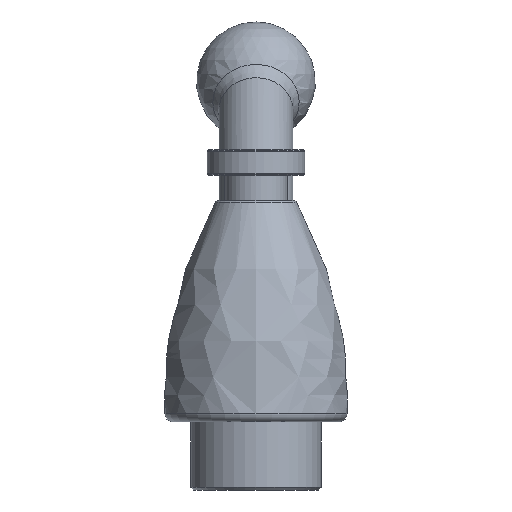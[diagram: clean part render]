
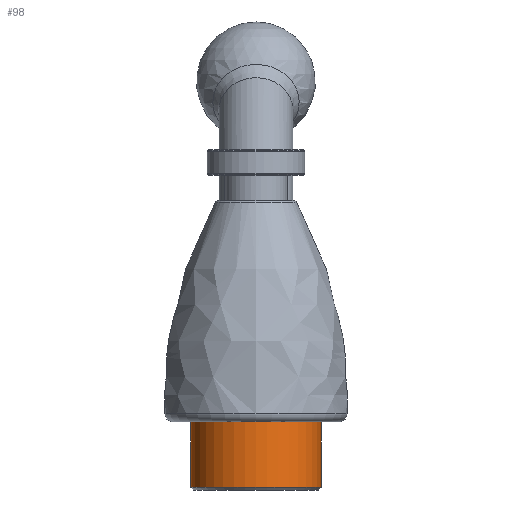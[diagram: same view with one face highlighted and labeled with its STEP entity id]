
A CAD part, left-side view. The second image highlights one B-rep face of the part: STEP entity #98.
In plain terms, the highlighted cylindrical face has radius 11.5 mm (diameter 23 mm), a full revolution.
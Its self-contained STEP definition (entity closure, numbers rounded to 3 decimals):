
#98 = ADVANCED_FACE( '', ( #216, #217 ), #218, .T. );
#216 = FACE_OUTER_BOUND( '', #1052, .T. );
#217 = FACE_OUTER_BOUND( '', #1053, .T. );
#218 = CYLINDRICAL_SURFACE( '', #1054, 11.5 );
#1052 = EDGE_LOOP( '', ( #2050 ) );
#1053 = EDGE_LOOP( '', ( #2051 ) );
#1054 = AXIS2_PLACEMENT_3D( '', #2052, #2053, #2054 );
#2050 = ORIENTED_EDGE( '', *, *, #2098, .T. );
#2051 = ORIENTED_EDGE( '', *, *, #2111, .F. );
#2052 = CARTESIAN_POINT( '', ( 0., 0., 57.15 ) );
#2053 = DIRECTION( '', ( 0., 0., -1. ) );
#2054 = DIRECTION( '', ( 1., 0., 0. ) );
#2098 = EDGE_CURVE( '', #2166, #2166, #2167, .T. );
#2111 = EDGE_CURVE( '', #2187, #2187, #2188, .T. );
#2166 = VERTEX_POINT( '', #2682 );
#2167 = CIRCLE( '', #2683, 11.5 );
#2187 = VERTEX_POINT( '', #3217 );
#2188 = CIRCLE( '', #3218, 11.5 );
#2682 = CARTESIAN_POINT( '', ( 11.5, 0., 0.5 ) );
#2683 = AXIS2_PLACEMENT_3D( '', #3277, #3278, #3279 );
#3217 = CARTESIAN_POINT( '', ( 11.5, 0., 12. ) );
#3218 = AXIS2_PLACEMENT_3D( '', #3295, #3296, #3297 );
#3277 = CARTESIAN_POINT( '', ( 0., 0., 0.5 ) );
#3278 = DIRECTION( '', ( 0., 0., 1. ) );
#3279 = DIRECTION( '', ( 1., 0., 0. ) );
#3295 = CARTESIAN_POINT( '', ( 0., 0., 12. ) );
#3296 = DIRECTION( '', ( 0., 0., 1. ) );
#3297 = DIRECTION( '', ( 1., 0., 0. ) );
